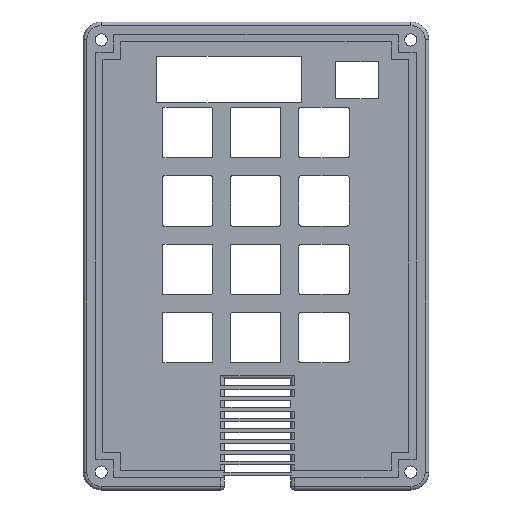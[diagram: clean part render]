
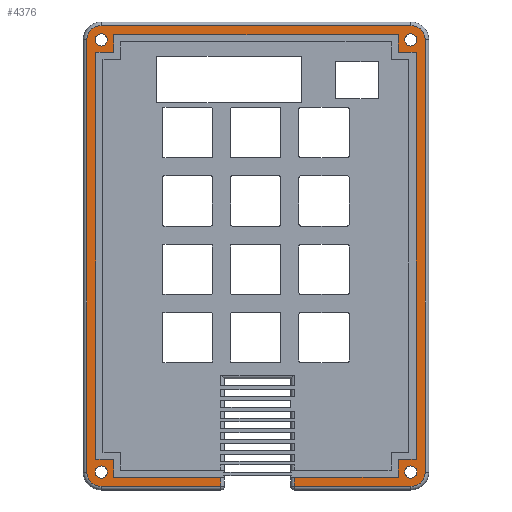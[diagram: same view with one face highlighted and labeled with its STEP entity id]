
A CAD part, top view. The second image highlights one B-rep face of the part: STEP entity #4376.
In plain terms, the highlighted planar face has unit normal (0, 0, 1).
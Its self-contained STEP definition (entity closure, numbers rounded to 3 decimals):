
#22=FACE_BOUND('',#455,.T.);
#23=FACE_BOUND('',#456,.T.);
#24=FACE_BOUND('',#457,.T.);
#25=FACE_BOUND('',#458,.T.);
#79=PLANE('',#4625);
#224=FACE_OUTER_BOUND('',#454,.T.);
#454=EDGE_LOOP('',(#3019,#3020,#3021,#3022,#3023,#3024,#3025,#3026,#3027,
#3028,#3029,#3030,#3031,#3032,#3033,#3034,#3035,#3036,#3037,#3038,#3039,
#3040,#3041,#3042));
#455=EDGE_LOOP('',(#3043));
#456=EDGE_LOOP('',(#3044));
#457=EDGE_LOOP('',(#3045));
#458=EDGE_LOOP('',(#3046));
#739=CIRCLE('',#4626,4.);
#740=CIRCLE('',#4627,4.);
#741=CIRCLE('',#4628,4.);
#742=CIRCLE('',#4629,4.);
#743=CIRCLE('',#4630,1.7);
#744=CIRCLE('',#4631,1.7);
#745=CIRCLE('',#4632,1.7);
#746=CIRCLE('',#4633,1.7);
#905=LINE('',#6318,#1392);
#939=LINE('',#6394,#1426);
#941=LINE('',#6398,#1428);
#942=LINE('',#6402,#1429);
#943=LINE('',#6406,#1430);
#944=LINE('',#6410,#1431);
#945=LINE('',#6414,#1432);
#946=LINE('',#6416,#1433);
#947=LINE('',#6418,#1434);
#948=LINE('',#6420,#1435);
#949=LINE('',#6422,#1436);
#950=LINE('',#6424,#1437);
#951=LINE('',#6426,#1438);
#952=LINE('',#6428,#1439);
#953=LINE('',#6430,#1440);
#954=LINE('',#6432,#1441);
#955=LINE('',#6434,#1442);
#956=LINE('',#6436,#1443);
#957=LINE('',#6438,#1444);
#958=LINE('',#6439,#1445);
#1392=VECTOR('',#5025,10.);
#1426=VECTOR('',#5075,10.);
#1428=VECTOR('',#5079,10.);
#1429=VECTOR('',#5082,10.);
#1430=VECTOR('',#5085,10.);
#1431=VECTOR('',#5088,10.);
#1432=VECTOR('',#5091,10.);
#1433=VECTOR('',#5092,10.);
#1434=VECTOR('',#5093,10.);
#1435=VECTOR('',#5094,10.);
#1436=VECTOR('',#5095,10.);
#1437=VECTOR('',#5096,10.);
#1438=VECTOR('',#5097,10.);
#1439=VECTOR('',#5098,10.);
#1440=VECTOR('',#5099,10.);
#1441=VECTOR('',#5100,10.);
#1442=VECTOR('',#5101,10.);
#1443=VECTOR('',#5102,10.);
#1444=VECTOR('',#5103,10.);
#1445=VECTOR('',#5104,10.);
#1881=VERTEX_POINT('',#6315);
#1882=VERTEX_POINT('',#6317);
#1916=VERTEX_POINT('',#6393);
#1917=VERTEX_POINT('',#6397);
#1918=VERTEX_POINT('',#6399);
#1919=VERTEX_POINT('',#6401);
#1920=VERTEX_POINT('',#6403);
#1921=VERTEX_POINT('',#6405);
#1922=VERTEX_POINT('',#6407);
#1923=VERTEX_POINT('',#6409);
#1924=VERTEX_POINT('',#6411);
#1925=VERTEX_POINT('',#6413);
#1926=VERTEX_POINT('',#6415);
#1927=VERTEX_POINT('',#6417);
#1928=VERTEX_POINT('',#6419);
#1929=VERTEX_POINT('',#6421);
#1930=VERTEX_POINT('',#6423);
#1931=VERTEX_POINT('',#6425);
#1932=VERTEX_POINT('',#6427);
#1933=VERTEX_POINT('',#6429);
#1934=VERTEX_POINT('',#6431);
#1935=VERTEX_POINT('',#6433);
#1936=VERTEX_POINT('',#6435);
#1937=VERTEX_POINT('',#6437);
#1938=VERTEX_POINT('',#6440);
#1939=VERTEX_POINT('',#6442);
#1940=VERTEX_POINT('',#6444);
#1941=VERTEX_POINT('',#6446);
#2315=EDGE_CURVE('',#1881,#1882,#905,.T.);
#2353=EDGE_CURVE('',#1916,#1882,#939,.T.);
#2355=EDGE_CURVE('',#1917,#1881,#941,.T.);
#2356=EDGE_CURVE('',#1918,#1917,#739,.T.);
#2357=EDGE_CURVE('',#1919,#1918,#942,.T.);
#2358=EDGE_CURVE('',#1920,#1919,#740,.T.);
#2359=EDGE_CURVE('',#1921,#1920,#943,.T.);
#2360=EDGE_CURVE('',#1922,#1921,#741,.T.);
#2361=EDGE_CURVE('',#1923,#1922,#944,.T.);
#2362=EDGE_CURVE('',#1924,#1923,#742,.T.);
#2363=EDGE_CURVE('',#1925,#1924,#945,.T.);
#2364=EDGE_CURVE('',#1926,#1925,#946,.T.);
#2365=EDGE_CURVE('',#1926,#1927,#947,.T.);
#2366=EDGE_CURVE('',#1927,#1928,#948,.T.);
#2367=EDGE_CURVE('',#1928,#1929,#949,.T.);
#2368=EDGE_CURVE('',#1929,#1930,#950,.T.);
#2369=EDGE_CURVE('',#1930,#1931,#951,.T.);
#2370=EDGE_CURVE('',#1931,#1932,#952,.T.);
#2371=EDGE_CURVE('',#1932,#1933,#953,.T.);
#2372=EDGE_CURVE('',#1933,#1934,#954,.T.);
#2373=EDGE_CURVE('',#1934,#1935,#955,.T.);
#2374=EDGE_CURVE('',#1935,#1936,#956,.T.);
#2375=EDGE_CURVE('',#1936,#1937,#957,.T.);
#2376=EDGE_CURVE('',#1937,#1916,#958,.T.);
#2377=EDGE_CURVE('',#1938,#1938,#743,.T.);
#2378=EDGE_CURVE('',#1939,#1939,#744,.T.);
#2379=EDGE_CURVE('',#1940,#1940,#745,.T.);
#2380=EDGE_CURVE('',#1941,#1941,#746,.T.);
#3019=ORIENTED_EDGE('',*,*,#2315,.F.);
#3020=ORIENTED_EDGE('',*,*,#2355,.F.);
#3021=ORIENTED_EDGE('',*,*,#2356,.F.);
#3022=ORIENTED_EDGE('',*,*,#2357,.F.);
#3023=ORIENTED_EDGE('',*,*,#2358,.F.);
#3024=ORIENTED_EDGE('',*,*,#2359,.F.);
#3025=ORIENTED_EDGE('',*,*,#2360,.F.);
#3026=ORIENTED_EDGE('',*,*,#2361,.F.);
#3027=ORIENTED_EDGE('',*,*,#2362,.F.);
#3028=ORIENTED_EDGE('',*,*,#2363,.F.);
#3029=ORIENTED_EDGE('',*,*,#2364,.F.);
#3030=ORIENTED_EDGE('',*,*,#2365,.T.);
#3031=ORIENTED_EDGE('',*,*,#2366,.T.);
#3032=ORIENTED_EDGE('',*,*,#2367,.T.);
#3033=ORIENTED_EDGE('',*,*,#2368,.T.);
#3034=ORIENTED_EDGE('',*,*,#2369,.T.);
#3035=ORIENTED_EDGE('',*,*,#2370,.T.);
#3036=ORIENTED_EDGE('',*,*,#2371,.T.);
#3037=ORIENTED_EDGE('',*,*,#2372,.T.);
#3038=ORIENTED_EDGE('',*,*,#2373,.T.);
#3039=ORIENTED_EDGE('',*,*,#2374,.T.);
#3040=ORIENTED_EDGE('',*,*,#2375,.T.);
#3041=ORIENTED_EDGE('',*,*,#2376,.T.);
#3042=ORIENTED_EDGE('',*,*,#2353,.T.);
#3043=ORIENTED_EDGE('',*,*,#2377,.T.);
#3044=ORIENTED_EDGE('',*,*,#2378,.T.);
#3045=ORIENTED_EDGE('',*,*,#2379,.T.);
#3046=ORIENTED_EDGE('',*,*,#2380,.T.);
#4376=ADVANCED_FACE('',(#224,#22,#23,#24,#25),#79,.T.);
#4625=AXIS2_PLACEMENT_3D('',#6396,#5077,#5078);
#4626=AXIS2_PLACEMENT_3D('',#6400,#5080,#5081);
#4627=AXIS2_PLACEMENT_3D('',#6404,#5083,#5084);
#4628=AXIS2_PLACEMENT_3D('',#6408,#5086,#5087);
#4629=AXIS2_PLACEMENT_3D('',#6412,#5089,#5090);
#4630=AXIS2_PLACEMENT_3D('',#6441,#5105,#5106);
#4631=AXIS2_PLACEMENT_3D('',#6443,#5107,#5108);
#4632=AXIS2_PLACEMENT_3D('',#6445,#5109,#5110);
#4633=AXIS2_PLACEMENT_3D('',#6447,#5111,#5112);
#5025=DIRECTION('',(0.,1.,0.));
#5075=DIRECTION('',(-1.,0.,0.));
#5077=DIRECTION('center_axis',(0.,0.,1.));
#5078=DIRECTION('ref_axis',(1.,0.,0.));
#5079=DIRECTION('',(-1.,0.,0.));
#5080=DIRECTION('center_axis',(0.,0.,-1.));
#5081=DIRECTION('ref_axis',(0.707,-0.707,0.));
#5082=DIRECTION('',(0.,-1.,0.));
#5083=DIRECTION('center_axis',(0.,0.,-1.));
#5084=DIRECTION('ref_axis',(0.707,0.707,0.));
#5085=DIRECTION('',(1.,0.,0.));
#5086=DIRECTION('center_axis',(0.,0.,-1.));
#5087=DIRECTION('ref_axis',(-0.707,0.707,0.));
#5088=DIRECTION('',(0.,1.,0.));
#5089=DIRECTION('center_axis',(0.,0.,-1.));
#5090=DIRECTION('ref_axis',(-0.707,-0.707,0.));
#5091=DIRECTION('',(-1.,0.,0.));
#5092=DIRECTION('',(0.,-1.,0.));
#5093=DIRECTION('',(-1.,0.,0.));
#5094=DIRECTION('',(0.,1.,0.));
#5095=DIRECTION('',(-1.,0.,0.));
#5096=DIRECTION('',(0.,1.,0.));
#5097=DIRECTION('',(1.,0.,0.));
#5098=DIRECTION('',(0.,1.,0.));
#5099=DIRECTION('',(1.,0.,0.));
#5100=DIRECTION('',(0.,-1.,0.));
#5101=DIRECTION('',(1.,0.,0.));
#5102=DIRECTION('',(0.,-1.,0.));
#5103=DIRECTION('',(-1.,0.,0.));
#5104=DIRECTION('',(0.,-1.,0.));
#5105=DIRECTION('center_axis',(0.,0.,-1.));
#5106=DIRECTION('ref_axis',(1.,0.,0.));
#5107=DIRECTION('center_axis',(0.,0.,-1.));
#5108=DIRECTION('ref_axis',(1.,0.,0.));
#5109=DIRECTION('center_axis',(0.,0.,-1.));
#5110=DIRECTION('ref_axis',(1.,0.,0.));
#5111=DIRECTION('center_axis',(0.,0.,-1.));
#5112=DIRECTION('ref_axis',(1.,0.,0.));
#6315=CARTESIAN_POINT('',(39.373,-108.116,1.5));
#6317=CARTESIAN_POINT('',(39.373,-105.616,1.5));
#6318=CARTESIAN_POINT('',(39.373,-61.013,1.5));
#6393=CARTESIAN_POINT('',(68.319,-105.616,1.5));
#6394=CARTESIAN_POINT('',(8.845,-105.616,1.5));
#6396=CARTESIAN_POINT('Origin',(28.666,-43.91,1.5));
#6397=CARTESIAN_POINT('',(71.809,-108.116,1.5));
#6398=CARTESIAN_POINT('',(33.52,-108.116,1.5));
#6399=CARTESIAN_POINT('',(75.809,-104.116,1.5));
#6400=CARTESIAN_POINT('Origin',(71.809,-104.116,1.5));
#6401=CARTESIAN_POINT('',(75.809,16.296,1.5));
#6402=CARTESIAN_POINT('',(75.809,-76.513,1.5));
#6403=CARTESIAN_POINT('',(71.809,20.296,1.5));
#6404=CARTESIAN_POINT('Origin',(71.809,16.296,1.5));
#6405=CARTESIAN_POINT('',(-14.477,20.296,1.5));
#6406=CARTESIAN_POINT('',(52.738,20.296,1.5));
#6407=CARTESIAN_POINT('',(-18.477,16.296,1.5));
#6408=CARTESIAN_POINT('Origin',(-14.477,16.296,1.5));
#6409=CARTESIAN_POINT('',(-18.477,-104.116,1.5));
#6410=CARTESIAN_POINT('',(-18.477,-11.307,1.5));
#6411=CARTESIAN_POINT('',(-14.477,-108.116,1.5));
#6412=CARTESIAN_POINT('Origin',(-14.477,-104.116,1.5));
#6413=CARTESIAN_POINT('',(18.873,-108.116,1.5));
#6414=CARTESIAN_POINT('',(4.595,-108.116,1.5));
#6415=CARTESIAN_POINT('',(18.873,-105.616,1.5));
#6416=CARTESIAN_POINT('',(18.873,-76.513,1.5));
#6417=CARTESIAN_POINT('',(-10.977,-105.616,1.5));
#6418=CARTESIAN_POINT('',(8.845,-105.616,1.5));
#6419=CARTESIAN_POINT('',(-10.977,-100.616,1.5));
#6420=CARTESIAN_POINT('',(-10.977,-72.263,1.5));
#6421=CARTESIAN_POINT('',(-15.977,-100.616,1.5));
#6422=CARTESIAN_POINT('',(6.345,-100.616,1.5));
#6423=CARTESIAN_POINT('',(-15.977,12.796,1.5));
#6424=CARTESIAN_POINT('',(-15.977,-15.557,1.5));
#6425=CARTESIAN_POINT('',(-10.977,12.796,1.5));
#6426=CARTESIAN_POINT('',(8.845,12.796,1.5));
#6427=CARTESIAN_POINT('',(-10.977,17.796,1.5));
#6428=CARTESIAN_POINT('',(-10.977,-13.057,1.5));
#6429=CARTESIAN_POINT('',(68.319,17.796,1.5));
#6430=CARTESIAN_POINT('',(48.493,17.796,1.5));
#6431=CARTESIAN_POINT('',(68.319,12.796,1.5));
#6432=CARTESIAN_POINT('',(68.319,-15.557,1.5));
#6433=CARTESIAN_POINT('',(73.319,12.796,1.5));
#6434=CARTESIAN_POINT('',(50.993,12.796,1.5));
#6435=CARTESIAN_POINT('',(73.319,-100.616,1.5));
#6436=CARTESIAN_POINT('',(73.319,-72.263,1.5));
#6437=CARTESIAN_POINT('',(68.319,-100.616,1.5));
#6438=CARTESIAN_POINT('',(48.493,-100.616,1.5));
#6439=CARTESIAN_POINT('',(68.319,-74.763,1.5));
#6440=CARTESIAN_POINT('',(-16.177,-104.116,1.5));
#6441=CARTESIAN_POINT('Origin',(-14.477,-104.116,1.5));
#6442=CARTESIAN_POINT('',(70.109,-104.116,1.5));
#6443=CARTESIAN_POINT('Origin',(71.809,-104.116,1.5));
#6444=CARTESIAN_POINT('',(70.109,16.296,1.5));
#6445=CARTESIAN_POINT('Origin',(71.809,16.296,1.5));
#6446=CARTESIAN_POINT('',(-16.177,16.296,1.5));
#6447=CARTESIAN_POINT('Origin',(-14.477,16.296,1.5));
